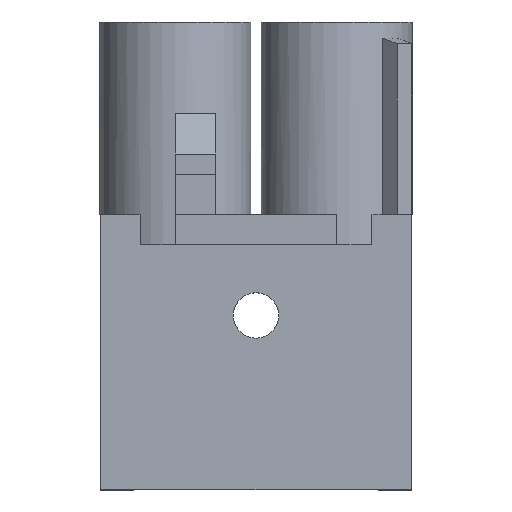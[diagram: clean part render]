
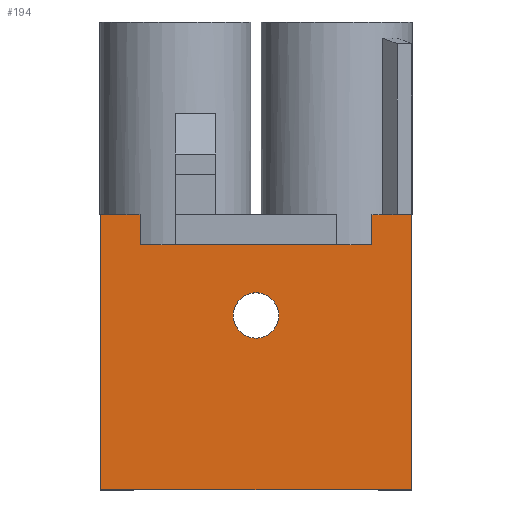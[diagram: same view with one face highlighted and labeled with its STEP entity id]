
A CAD part, top view. The second image highlights one B-rep face of the part: STEP entity #194.
In plain terms, the highlighted planar face has unit normal (0, 0, 1).
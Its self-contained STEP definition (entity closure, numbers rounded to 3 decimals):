
#194=ADVANCED_FACE('',(#934,#935),#349,.F.);
#349=PLANE('',#2645);
#458=LINE('',#3664,#696);
#459=LINE('',#3667,#697);
#460=LINE('',#3669,#698);
#461=LINE('',#3671,#699);
#462=LINE('',#3673,#700);
#463=LINE('',#3675,#701);
#464=LINE('',#3677,#702);
#465=LINE('',#3679,#703);
#466=LINE('',#3681,#704);
#467=LINE('',#3683,#705);
#696=VECTOR('',#2907,1.);
#697=VECTOR('',#2908,1.);
#698=VECTOR('',#2909,1.);
#699=VECTOR('',#2910,1.);
#700=VECTOR('',#2911,1.);
#701=VECTOR('',#2912,1.);
#702=VECTOR('',#2913,1.);
#703=VECTOR('',#2914,1.);
#704=VECTOR('',#2915,1.);
#705=VECTOR('',#2916,1.);
#934=FACE_BOUND('',#1036,.T.);
#935=FACE_BOUND('',#1037,.T.);
#1036=EDGE_LOOP('',(#1242));
#1037=EDGE_LOOP('',(#1243,#1244,#1245,#1246,#1247,#1248,#1249,#1250,#1251,
#1252));
#1242=ORIENTED_EDGE('',*,*,#2189,.T.);
#1243=ORIENTED_EDGE('',*,*,#2190,.T.);
#1244=ORIENTED_EDGE('',*,*,#2191,.T.);
#1245=ORIENTED_EDGE('',*,*,#2192,.T.);
#1246=ORIENTED_EDGE('',*,*,#2193,.T.);
#1247=ORIENTED_EDGE('',*,*,#2194,.T.);
#1248=ORIENTED_EDGE('',*,*,#2195,.T.);
#1249=ORIENTED_EDGE('',*,*,#2196,.T.);
#1250=ORIENTED_EDGE('',*,*,#2197,.F.);
#1251=ORIENTED_EDGE('',*,*,#2198,.F.);
#1252=ORIENTED_EDGE('',*,*,#2199,.T.);
#1944=VERTEX_POINT('',#3663);
#1945=VERTEX_POINT('',#3665);
#1946=VERTEX_POINT('',#3666);
#1947=VERTEX_POINT('',#3668);
#1948=VERTEX_POINT('',#3670);
#1949=VERTEX_POINT('',#3672);
#1950=VERTEX_POINT('',#3674);
#1951=VERTEX_POINT('',#3676);
#1952=VERTEX_POINT('',#3678);
#1953=VERTEX_POINT('',#3680);
#1954=VERTEX_POINT('',#3682);
#2189=EDGE_CURVE('',#1944,#1944,#2540,.T.);
#2190=EDGE_CURVE('',#1945,#1946,#458,.T.);
#2191=EDGE_CURVE('',#1946,#1947,#459,.T.);
#2192=EDGE_CURVE('',#1947,#1948,#460,.T.);
#2193=EDGE_CURVE('',#1948,#1949,#461,.T.);
#2194=EDGE_CURVE('',#1949,#1950,#462,.T.);
#2195=EDGE_CURVE('',#1950,#1951,#463,.T.);
#2196=EDGE_CURVE('',#1951,#1952,#464,.T.);
#2197=EDGE_CURVE('',#1953,#1952,#465,.T.);
#2198=EDGE_CURVE('',#1954,#1953,#466,.T.);
#2199=EDGE_CURVE('',#1954,#1945,#467,.T.);
#2540=CIRCLE('',#2644,1.125);
#2644=AXIS2_PLACEMENT_3D('',#3662,#2905,#2906);
#2645=AXIS2_PLACEMENT_3D('',#3684,#2917,#2918);
#2905=DIRECTION('',(0.,0.,-1.));
#2906=DIRECTION('',(-1.,0.,0.));
#2907=DIRECTION('',(-1.,0.,0.));
#2908=DIRECTION('',(-1.,0.,0.));
#2909=DIRECTION('',(0.,-1.,0.));
#2910=DIRECTION('',(-1.,0.,0.));
#2911=DIRECTION('',(0.,1.,0.));
#2912=DIRECTION('',(-1.,0.,0.));
#2913=DIRECTION('',(-1.,0.,0.));
#2914=DIRECTION('',(0.,1.,0.));
#2915=DIRECTION('',(-1.,0.,0.));
#2916=DIRECTION('',(0.,1.,0.));
#2917=DIRECTION('',(0.,0.,-1.));
#2918=DIRECTION('',(0.,1.,0.));
#3662=CARTESIAN_POINT('',(-0.643,8.002,23.945));
#3663=CARTESIAN_POINT('',(-1.768,8.002,23.945));
#3664=CARTESIAN_POINT('',(6.657,13.002,23.945));
#3665=CARTESIAN_POINT('',(7.057,13.002,23.945));
#3666=CARTESIAN_POINT('',(6.841,13.002,23.945));
#3667=CARTESIAN_POINT('',(6.657,13.002,23.945));
#3668=CARTESIAN_POINT('',(1.875,13.002,23.945));
#3669=CARTESIAN_POINT('',(1.875,22.552,23.945));
#3670=CARTESIAN_POINT('',(1.875,11.502,23.945));
#3671=CARTESIAN_POINT('',(3.357,11.502,23.945));
#3672=CARTESIAN_POINT('',(-3.162,11.502,23.945));
#3673=CARTESIAN_POINT('',(-3.162,13.002,23.945));
#3674=CARTESIAN_POINT('',(-3.162,13.002,23.945));
#3675=CARTESIAN_POINT('',(6.657,13.002,23.945));
#3676=CARTESIAN_POINT('',(-7.16,13.002,23.945));
#3677=CARTESIAN_POINT('',(6.657,13.002,23.945));
#3678=CARTESIAN_POINT('',(-8.343,13.002,23.945));
#3679=CARTESIAN_POINT('',(-8.343,13.002,23.945));
#3680=CARTESIAN_POINT('',(-8.343,-0.648,23.945));
#3681=CARTESIAN_POINT('',(6.657,-0.648,23.945));
#3682=CARTESIAN_POINT('',(7.057,-0.648,23.945));
#3683=CARTESIAN_POINT('',(7.057,13.002,23.945));
#3684=CARTESIAN_POINT('',(-8.343,13.002,23.945));
